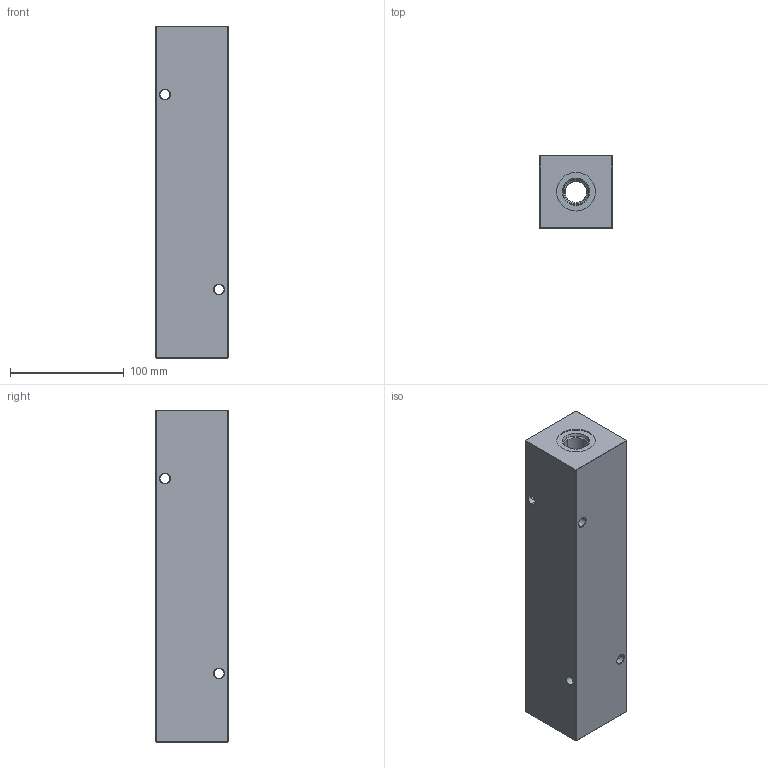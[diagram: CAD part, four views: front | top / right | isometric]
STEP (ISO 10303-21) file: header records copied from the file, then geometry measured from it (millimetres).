
FILE_DESCRIPTION (( 'STEP AP203' ), '1' );
FILE_NAME ('HM-5-90-S-10-10.STEP', '2020-11-09T22:35:24', ( '' ), ( '' ), 'SwSTEP 2.0', 'SolidWorks 2019', '' );
FILE_SCHEMA (( 'CONFIG_CONTROL_DESIGN' ));
Length unit declared in the file: inch
Products named in the file (1): HM-5-90-S-10-10
Bounding box: 63.5 x 63.5 x 292.1 mm (x, y, z)
Volume: 992256.9 mm3; surface area: 114227.5 mm2
Topology: 1 solids, 1 shells, 629 faces, 1593 edges, 1011 vertices
Faces by surface type: plane 247, bspline 203, cylinder 91, cone 88
Entity records: 29010 total; most frequent: CARTESIAN_POINT 15173, ORIENTED_EDGE 3186, DIRECTION 2195, EDGE_CURVE 1593, VERTEX_POINT 1011, LINE 921, VECTOR 921, EDGE_LOOP 708
